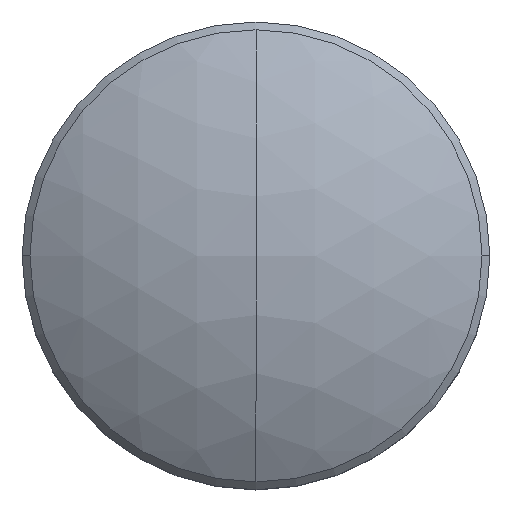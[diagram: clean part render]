
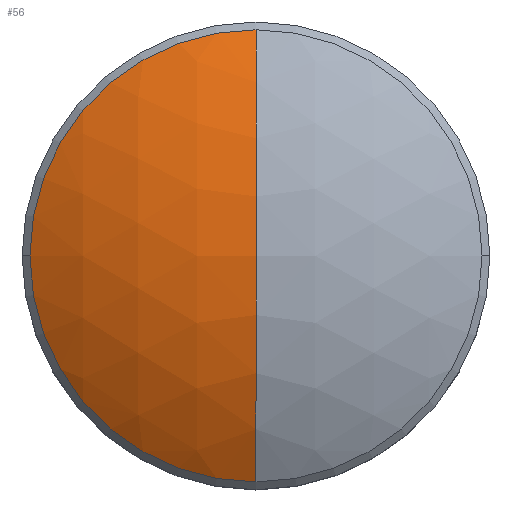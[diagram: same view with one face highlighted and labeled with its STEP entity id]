
A CAD part, top view. The second image highlights one B-rep face of the part: STEP entity #56.
In plain terms, the highlighted spherical face has radius 2.751 mm.
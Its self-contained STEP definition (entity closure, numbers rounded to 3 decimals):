
#1 = CARTESIAN_POINT ( 'NONE',  ( 1.873, 0.002, 2.319 ) ) ;
#41 = EDGE_CURVE ( 'NONE', #96, #317, #218, .T. ) ;
#56 = ADVANCED_FACE ( 'NONE', ( #224 ), #278, .T. ) ;
#58 = DIRECTION ( 'NONE',  ( 0., 0., 1. ) ) ;
#72 = ORIENTED_EDGE ( 'NONE', *, *, #41, .T. ) ;
#74 = AXIS2_PLACEMENT_3D ( 'NONE', #87, #254, #137 ) ;
#81 = DIRECTION ( 'NONE',  ( 0., 1., 0. ) ) ;
#82 = CARTESIAN_POINT ( 'NONE',  ( 1.873, 2.902, 2.319 ) ) ;
#87 = CARTESIAN_POINT ( 'NONE',  ( 1.873, 1.452, -0.019 ) ) ;
#96 = VERTEX_POINT ( 'NONE', #1 ) ;
#116 = ORIENTED_EDGE ( 'NONE', *, *, #119, .T. ) ;
#119 = EDGE_CURVE ( 'NONE', #213, #96, #130, .T. ) ;
#130 = CIRCLE ( 'NONE', #150, 1.45 ) ;
#133 = CARTESIAN_POINT ( 'NONE',  ( 1.873, 1.452, 2.319 ) ) ;
#137 = DIRECTION ( 'NONE',  ( 0., 0., -1. ) ) ;
#149 = EDGE_LOOP ( 'NONE', ( #116, #72, #229, #168 ) ) ;
#150 = AXIS2_PLACEMENT_3D ( 'NONE', #267, #177, #226 ) ;
#160 = AXIS2_PLACEMENT_3D ( 'NONE', #133, #58, #186 ) ;
#168 = ORIENTED_EDGE ( 'NONE', *, *, #238, .T. ) ;
#177 = DIRECTION ( 'NONE',  ( 0., 0., 1. ) ) ;
#179 = CARTESIAN_POINT ( 'NONE',  ( 1.873, 1.452, -0.019 ) ) ;
#186 = DIRECTION ( 'NONE',  ( 1., 0., 0. ) ) ;
#188 = CARTESIAN_POINT ( 'NONE',  ( 1.873, 1.452, 2.732 ) ) ;
#194 = AXIS2_PLACEMENT_3D ( 'NONE', #179, #225, #208 ) ;
#208 = DIRECTION ( 'NONE',  ( 0., -1., 0. ) ) ;
#213 = VERTEX_POINT ( 'NONE', #246 ) ;
#218 = CIRCLE ( 'NONE', #194, 2.751 ) ;
#224 = FACE_OUTER_BOUND ( 'NONE', #149, .T. ) ;
#225 = DIRECTION ( 'NONE',  ( -1., 0., 0. ) ) ;
#226 = DIRECTION ( 'NONE',  ( 1., 0., 0. ) ) ;
#227 = CIRCLE ( 'NONE', #160, 1.45 ) ;
#229 = ORIENTED_EDGE ( 'NONE', *, *, #320, .F. ) ;
#236 = AXIS2_PLACEMENT_3D ( 'NONE', #245, #269, #81 ) ;
#238 = EDGE_CURVE ( 'NONE', #240, #213, #227, .T. ) ;
#240 = VERTEX_POINT ( 'NONE', #82 ) ;
#245 = CARTESIAN_POINT ( 'NONE',  ( 1.873, 1.452, -0.019 ) ) ;
#246 = CARTESIAN_POINT ( 'NONE',  ( 0.423, 1.452, 2.319 ) ) ;
#254 = DIRECTION ( 'NONE',  ( 1., 0., 0. ) ) ;
#267 = CARTESIAN_POINT ( 'NONE',  ( 1.873, 1.452, 2.319 ) ) ;
#269 = DIRECTION ( 'NONE',  ( -1., 0., 0. ) ) ;
#278 = SPHERICAL_SURFACE ( 'NONE', #236, 2.751 ) ;
#308 = CIRCLE ( 'NONE', #74, 2.751 ) ;
#317 = VERTEX_POINT ( 'NONE', #188 ) ;
#320 = EDGE_CURVE ( 'NONE', #240, #317, #308, .T. ) ;
